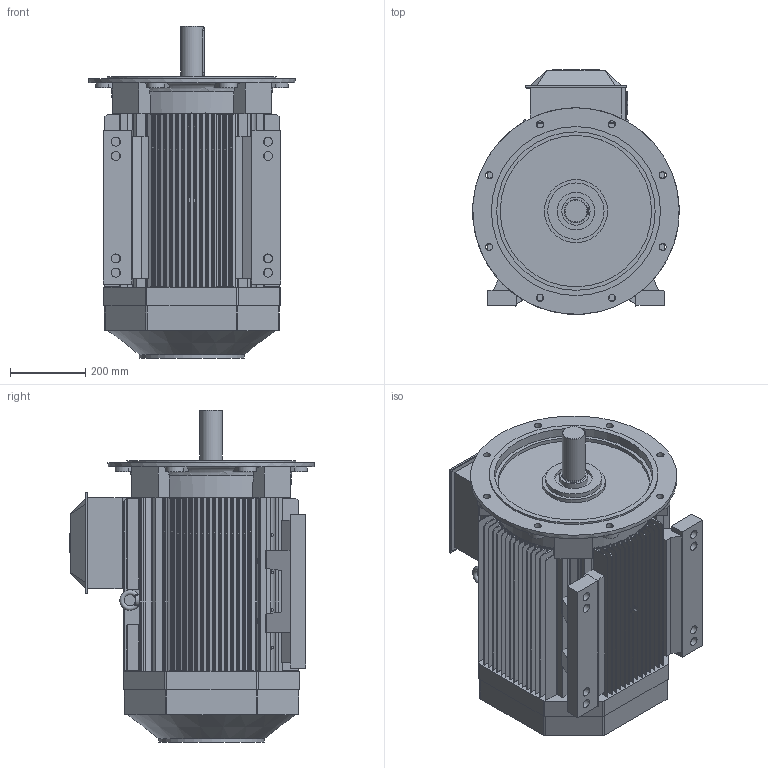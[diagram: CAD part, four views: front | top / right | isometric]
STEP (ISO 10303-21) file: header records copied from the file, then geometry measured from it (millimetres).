
FILE_DESCRIPTION((''),'2;1');
FILE_NAME('M2AA IE2 250 2P VOLT.CODE S B35.stp','2015-07-02T13:17:44',('sejotaa1'),(''),'Autodesk Inventor 2011','Autodesk Inventor 2011','');
FILE_SCHEMA(('AUTOMOTIVE_DESIGN { 1 0 10303 214 1 1 1 1 }'));
Length unit declared in the file: millimetre
Products named in the file (1): M2AA IE2 250 2P VOLT.CODE S B35
Bounding box: 549.48 x 651.17 x 884 mm (x, y, z)
Volume: 135764674.4 mm3; surface area: 10725723.8 mm2
Topology: 24 solids, 80 shells, 2340 faces, 6266 edges, 4150 vertices
Faces by surface type: plane 1192, cylinder 964, bspline 78, cone 58, torus 48
Full cylindrical faces by diameter (mm): 3.3 x8, 5.5 x8, 11 x2, 12 x4, 16 x4, 19 x16, 20 x2, 24 x16, 57 x2, 59 x2, 59.4 x2, 60 x2, 61.376 x2, 62 x2, 63 x6, 64.4 x2, 65 x4, 70 x2, 71 x2, 74.4 x2, 75 x2, 76 x2, 86 x2, 90 x2, 90.1 x2, 100 x2, 150 x2, 168 x2, 280.294 x2, 403 x2
Entity records: 83042 total; most frequent: CARTESIAN_POINT 21415, DIRECTION 12464, ORIENTED_EDGE 11936, EDGE_CURVE 6036, AXIS2_PLACEMENT_3D 4551, VERTEX_POINT 4122, VECTOR 3362, LINE 3362
